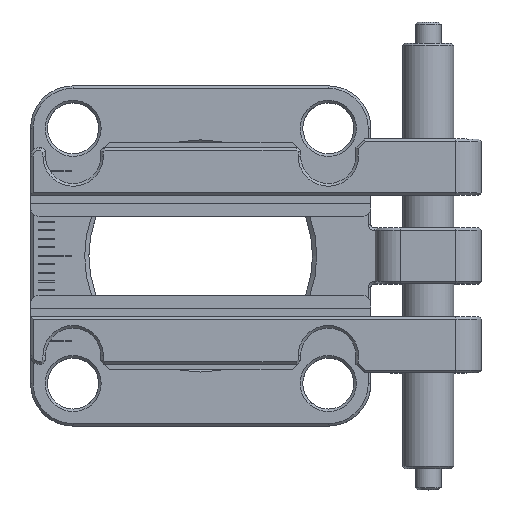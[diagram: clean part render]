
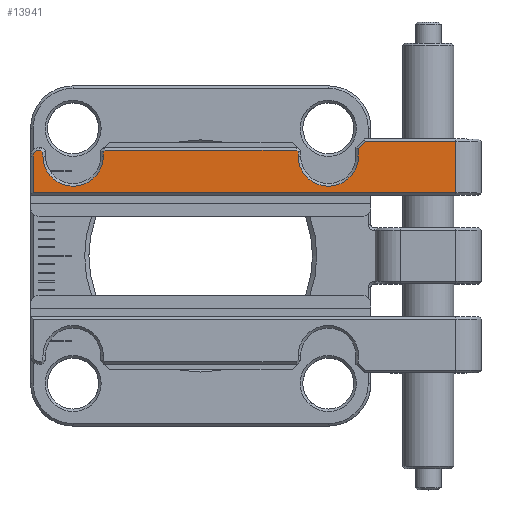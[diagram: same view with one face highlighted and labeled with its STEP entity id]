
A CAD part, top view. The second image highlights one B-rep face of the part: STEP entity #13941.
In plain terms, the highlighted planar face has unit normal (0, 0, 1).
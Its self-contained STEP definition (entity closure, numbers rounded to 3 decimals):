
#196 = DIRECTION ( 'NONE',  ( 0., 1., 0. ) ) ;
#225 = CARTESIAN_POINT ( 'NONE',  ( -13.755, 14.677, 9. ) ) ;
#305 = CIRCLE ( 'NONE', #12933, 3.55 ) ;
#429 = ORIENTED_EDGE ( 'NONE', *, *, #5314, .F. ) ;
#432 = AXIS2_PLACEMENT_3D ( 'NONE', #2382, #6330, #10771 ) ;
#770 = DIRECTION ( 'NONE',  ( 0., -1., 0. ) ) ;
#788 = DIRECTION ( 'NONE',  ( 0., 0., 1. ) ) ;
#872 = VECTOR ( 'NONE', #3597, 1000. ) ;
#996 = EDGE_CURVE ( 'NONE', #15459, #2539, #6411, .T. ) ;
#1146 = LINE ( 'NONE', #12549, #872 ) ;
#1338 = CARTESIAN_POINT ( 'NONE',  ( 35.245, 10.373, 9. ) ) ;
#1376 = DIRECTION ( 'NONE',  ( 0., 1., 0. ) ) ;
#1454 = LINE ( 'NONE', #15841, #12791 ) ;
#1457 = CARTESIAN_POINT ( 'NONE',  ( -13.305, 15.142, 9. ) ) ;
#1466 = LINE ( 'NONE', #13315, #11078 ) ;
#1609 = VERTEX_POINT ( 'NONE', #7412 ) ;
#2004 = ORIENTED_EDGE ( 'NONE', *, *, #2194, .F. ) ;
#2101 = CARTESIAN_POINT ( 'NONE',  ( -13.539, 15.377, 9. ) ) ;
#2194 = EDGE_CURVE ( 'NONE', #4787, #15540, #4099, .T. ) ;
#2337 = CARTESIAN_POINT ( 'NONE',  ( -14.455, 17.313, 9. ) ) ;
#2382 = CARTESIAN_POINT ( 'NONE',  ( 26.175, 17.313, 9. ) ) ;
#2435 = VERTEX_POINT ( 'NONE', #11616 ) ;
#2539 = VERTEX_POINT ( 'NONE', #15046 ) ;
#2718 = VERTEX_POINT ( 'NONE', #12562 ) ;
#3018 = AXIS2_PLACEMENT_3D ( 'NONE', #15184, #788, #3612 ) ;
#3166 = VERTEX_POINT ( 'NONE', #1338 ) ;
#3194 = CARTESIAN_POINT ( 'NONE',  ( -6.205, 17.313, 9. ) ) ;
#3238 = ORIENTED_EDGE ( 'NONE', *, *, #5532, .F. ) ;
#3367 = CARTESIAN_POINT ( 'NONE',  ( -13.755, 15.377, 9. ) ) ;
#3420 = DIRECTION ( 'NONE',  ( 0., 0., -1. ) ) ;
#3583 = EDGE_CURVE ( 'NONE', #18498, #5336, #1466, .T. ) ;
#3597 = DIRECTION ( 'NONE',  ( 0., -1., 0. ) ) ;
#3612 = DIRECTION ( 'NONE',  ( 1., 0., 0. ) ) ;
#3703 = FACE_OUTER_BOUND ( 'NONE', #9495, .T. ) ;
#3946 = VECTOR ( 'NONE', #770, 1000. ) ;
#4099 = LINE ( 'NONE', #11357, #15985 ) ;
#4237 = VERTEX_POINT ( 'NONE', #5580 ) ;
#4315 = ORIENTED_EDGE ( 'NONE', *, *, #13528, .F. ) ;
#4787 = VERTEX_POINT ( 'NONE', #3367 ) ;
#5051 = EDGE_CURVE ( 'NONE', #13088, #2435, #17087, .T. ) ;
#5314 = EDGE_CURVE ( 'NONE', #9364, #3166, #1146, .T. ) ;
#5336 = VERTEX_POINT ( 'NONE', #18286 ) ;
#5532 = EDGE_CURVE ( 'NONE', #13673, #1609, #13005, .T. ) ;
#5552 = EDGE_CURVE ( 'NONE', #2718, #18498, #7538, .T. ) ;
#5580 = CARTESIAN_POINT ( 'NONE',  ( -14.455, 14.677, 9. ) ) ;
#5726 = ORIENTED_EDGE ( 'NONE', *, *, #7494, .F. ) ;
#5902 = LINE ( 'NONE', #15869, #16237 ) ;
#5939 = LINE ( 'NONE', #9153, #15697 ) ;
#6330 = DIRECTION ( 'NONE',  ( 0., 0., -1. ) ) ;
#6381 = DIRECTION ( 'NONE',  ( 0., 1., 0. ) ) ;
#6411 = LINE ( 'NONE', #7919, #3946 ) ;
#6500 = LINE ( 'NONE', #15164, #13199 ) ;
#6930 = EDGE_CURVE ( 'NONE', #16795, #3166, #6500, .T. ) ;
#7195 = VECTOR ( 'NONE', #10033, 1000. ) ;
#7286 = ORIENTED_EDGE ( 'NONE', *, *, #5051, .F. ) ;
#7289 = VECTOR ( 'NONE', #11417, 1000. ) ;
#7412 = CARTESIAN_POINT ( 'NONE',  ( 16.695, 15.147, 9. ) ) ;
#7420 = ORIENTED_EDGE ( 'NONE', *, *, #6930, .T. ) ;
#7494 = EDGE_CURVE ( 'NONE', #7546, #8718, #305, .T. ) ;
#7538 = LINE ( 'NONE', #3194, #12991 ) ;
#7546 = VERTEX_POINT ( 'NONE', #10249 ) ;
#7574 = EDGE_CURVE ( 'NONE', #2435, #9364, #5902, .T. ) ;
#7757 = DIRECTION ( 'NONE',  ( 0.707, 0.707, 0. ) ) ;
#7919 = CARTESIAN_POINT ( 'NONE',  ( -13.305, 17.313, 9. ) ) ;
#8470 = DIRECTION ( 'NONE',  ( 0., 0., 1. ) ) ;
#8493 = VECTOR ( 'NONE', #1376, 1000. ) ;
#8614 = CARTESIAN_POINT ( 'NONE',  ( 23.795, 15.552, 9. ) ) ;
#8718 = VERTEX_POINT ( 'NONE', #18285 ) ;
#8758 = EDGE_CURVE ( 'NONE', #16795, #4237, #16546, .T. ) ;
#9153 = CARTESIAN_POINT ( 'NONE',  ( -13.539, 15.377, 9. ) ) ;
#9196 = EDGE_CURVE ( 'NONE', #2539, #2718, #17451, .T. ) ;
#9364 = VERTEX_POINT ( 'NONE', #18403 ) ;
#9495 = EDGE_LOOP ( 'NONE', ( #10036, #7286, #11392, #5726, #15585, #3238, #4315, #11044, #12888, #12508, #16424, #9731, #2004, #15641, #10681, #7420, #429 ) ) ;
#9731 = ORIENTED_EDGE ( 'NONE', *, *, #10377, .F. ) ;
#9930 = DIRECTION ( 'NONE',  ( 1., 0., 0. ) ) ;
#9936 = DIRECTION ( 'NONE',  ( 0., -1., 0. ) ) ;
#10033 = DIRECTION ( 'NONE',  ( 0.707, 0.707, 0. ) ) ;
#10036 = ORIENTED_EDGE ( 'NONE', *, *, #7574, .F. ) ;
#10220 = CARTESIAN_POINT ( 'NONE',  ( 23.795, 17.313, 9. ) ) ;
#10249 = CARTESIAN_POINT ( 'NONE',  ( 16.695, 14.677, 9. ) ) ;
#10377 = EDGE_CURVE ( 'NONE', #15540, #15459, #5939, .T. ) ;
#10471 = DIRECTION ( 'NONE',  ( 0.707, -0.707, 0. ) ) ;
#10681 = ORIENTED_EDGE ( 'NONE', *, *, #8758, .F. ) ;
#10771 = DIRECTION ( 'NONE',  ( -1., 0., 0. ) ) ;
#10853 = CARTESIAN_POINT ( 'NONE',  ( 23.795, 15.552, 9. ) ) ;
#10879 = CIRCLE ( 'NONE', #13258, 0.7 ) ;
#11044 = ORIENTED_EDGE ( 'NONE', *, *, #3583, .F. ) ;
#11078 = VECTOR ( 'NONE', #7757, 1000. ) ;
#11135 = DIRECTION ( 'NONE',  ( 1., 0., 0. ) ) ;
#11357 = CARTESIAN_POINT ( 'NONE',  ( 26.175, 15.377, 9. ) ) ;
#11392 = ORIENTED_EDGE ( 'NONE', *, *, #17300, .F. ) ;
#11417 = DIRECTION ( 'NONE',  ( 0.707, -0.707, 0. ) ) ;
#11583 = CARTESIAN_POINT ( 'NONE',  ( -14.455, 10.373, 9. ) ) ;
#11598 = CARTESIAN_POINT ( 'NONE',  ( 16.466, 15.377, 9. ) ) ;
#11616 = CARTESIAN_POINT ( 'NONE',  ( 24.619, 16.377, 9. ) ) ;
#11904 = DIRECTION ( 'NONE',  ( -1., 0., 0. ) ) ;
#12008 = VECTOR ( 'NONE', #16445, 1000. ) ;
#12305 = CARTESIAN_POINT ( 'NONE',  ( -6.205, 15.147, 9. ) ) ;
#12508 = ORIENTED_EDGE ( 'NONE', *, *, #9196, .F. ) ;
#12549 = CARTESIAN_POINT ( 'NONE',  ( 35.245, 17.313, 9. ) ) ;
#12562 = CARTESIAN_POINT ( 'NONE',  ( -6.205, 14.677, 9. ) ) ;
#12646 = EDGE_CURVE ( 'NONE', #4237, #4787, #10879, .T. ) ;
#12707 = CARTESIAN_POINT ( 'NONE',  ( 20.245, 14.677, 9. ) ) ;
#12791 = VECTOR ( 'NONE', #9936, 1000. ) ;
#12888 = ORIENTED_EDGE ( 'NONE', *, *, #5552, .F. ) ;
#12933 = AXIS2_PLACEMENT_3D ( 'NONE', #12707, #8470, #14203 ) ;
#12991 = VECTOR ( 'NONE', #196, 1000. ) ;
#13005 = LINE ( 'NONE', #11598, #7289 ) ;
#13088 = VERTEX_POINT ( 'NONE', #10853 ) ;
#13199 = VECTOR ( 'NONE', #11135, 1000. ) ;
#13258 = AXIS2_PLACEMENT_3D ( 'NONE', #225, #3420, #11904 ) ;
#13315 = CARTESIAN_POINT ( 'NONE',  ( -6.205, 15.147, 9. ) ) ;
#13528 = EDGE_CURVE ( 'NONE', #5336, #13673, #17874, .T. ) ;
#13673 = VERTEX_POINT ( 'NONE', #15489 ) ;
#13941 = ADVANCED_FACE ( 'NONE', ( #3703 ), #17726, .F. ) ;
#14203 = DIRECTION ( 'NONE',  ( 1., 0., 0. ) ) ;
#15046 = CARTESIAN_POINT ( 'NONE',  ( -13.305, 14.677, 9. ) ) ;
#15164 = CARTESIAN_POINT ( 'NONE',  ( 26.175, 10.373, 9. ) ) ;
#15184 = CARTESIAN_POINT ( 'NONE',  ( -9.755, 14.677, 9. ) ) ;
#15459 = VERTEX_POINT ( 'NONE', #1457 ) ;
#15489 = CARTESIAN_POINT ( 'NONE',  ( 16.466, 15.377, 9. ) ) ;
#15540 = VERTEX_POINT ( 'NONE', #2101 ) ;
#15585 = ORIENTED_EDGE ( 'NONE', *, *, #16277, .F. ) ;
#15641 = ORIENTED_EDGE ( 'NONE', *, *, #12646, .F. ) ;
#15697 = VECTOR ( 'NONE', #10471, 1000. ) ;
#15841 = CARTESIAN_POINT ( 'NONE',  ( 16.695, 17.313, 9. ) ) ;
#15845 = LINE ( 'NONE', #10220, #8493 ) ;
#15869 = CARTESIAN_POINT ( 'NONE',  ( 26.175, 16.377, 9. ) ) ;
#15985 = VECTOR ( 'NONE', #9930, 1000. ) ;
#16237 = VECTOR ( 'NONE', #16253, 1000. ) ;
#16253 = DIRECTION ( 'NONE',  ( 1., 0., 0. ) ) ;
#16277 = EDGE_CURVE ( 'NONE', #1609, #7546, #1454, .T. ) ;
#16361 = CARTESIAN_POINT ( 'NONE',  ( 26.175, 15.377, 9. ) ) ;
#16424 = ORIENTED_EDGE ( 'NONE', *, *, #996, .F. ) ;
#16445 = DIRECTION ( 'NONE',  ( 1., 0., 0. ) ) ;
#16546 = LINE ( 'NONE', #2337, #18347 ) ;
#16795 = VERTEX_POINT ( 'NONE', #11583 ) ;
#17087 = LINE ( 'NONE', #8614, #7195 ) ;
#17300 = EDGE_CURVE ( 'NONE', #8718, #13088, #15845, .T. ) ;
#17451 = CIRCLE ( 'NONE', #3018, 3.55 ) ;
#17726 = PLANE ( 'NONE',  #432 ) ;
#17874 = LINE ( 'NONE', #16361, #12008 ) ;
#18285 = CARTESIAN_POINT ( 'NONE',  ( 23.795, 14.677, 9. ) ) ;
#18286 = CARTESIAN_POINT ( 'NONE',  ( -5.976, 15.377, 9. ) ) ;
#18347 = VECTOR ( 'NONE', #6381, 1000. ) ;
#18403 = CARTESIAN_POINT ( 'NONE',  ( 35.245, 16.377, 9. ) ) ;
#18498 = VERTEX_POINT ( 'NONE', #12305 ) ;
